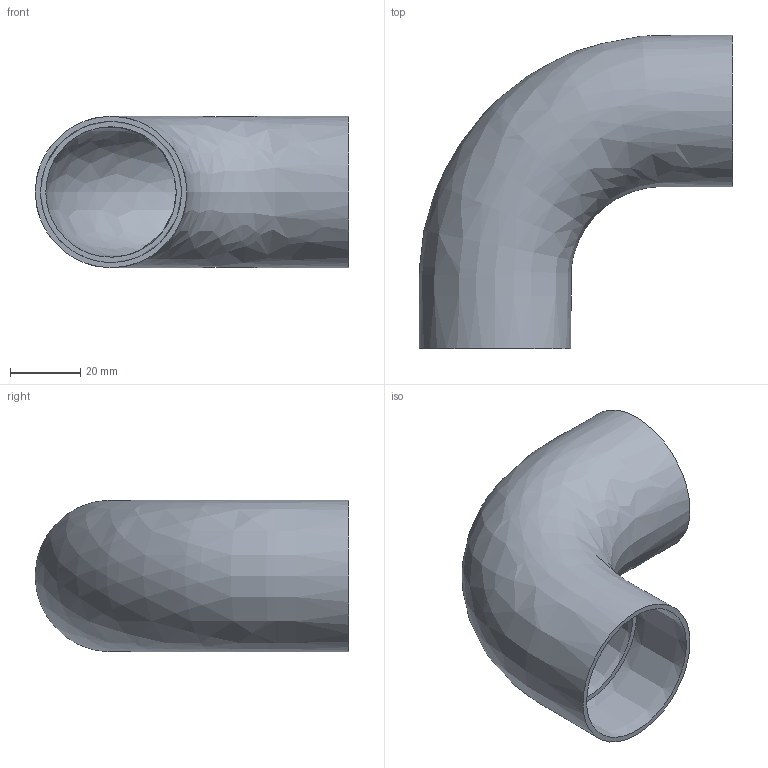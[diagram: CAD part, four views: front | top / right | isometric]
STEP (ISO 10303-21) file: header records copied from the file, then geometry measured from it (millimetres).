
FILE_DESCRIPTION(/* description */ (''),/* implementation_level */ '2;1');
FILE_NAME(/* name */ '1671_Cosch_Edelstahltechnik.stp',/* time_stamp */ '2018-06-15T23:40:21+02:00',/* author */ (''),/* organization */ (''),/* preprocessor_version */ 'ST-DEVELOPER v16',/* originating_system */ 'SIEMENS PLM Software NX 11.0',/* authorisation */ '');
FILE_SCHEMA (('AUTOMOTIVE_DESIGN { 1 0 10303 214 3 1 1 1 }'));
Length unit declared in the file: millimetre
Products named in the file (1): Goge13A0C3A0dcqy
Bounding box: 89 x 89 x 43 mm (x, y, z)
Volume: 35614.4 mm3; surface area: 29956.9 mm2
Topology: 1 solids, 1 shells, 8 faces, 12 edges, 9 vertices
Faces by surface type: plane 4, bspline 2, extrusion 2
Entity records: 11484 total; most frequent: CARTESIAN_POINT 11317, DIRECTION 18, FACE_BOUND 16, EDGE_LOOP 16, ORIENTED_EDGE 16, ADVANCED_FACE 8, B_SPLINE_CURVE_WITH_KNOTS 8, VERTEX_POINT 8
